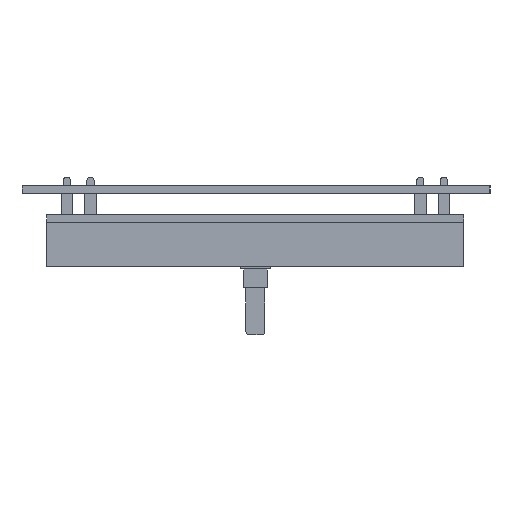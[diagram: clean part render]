
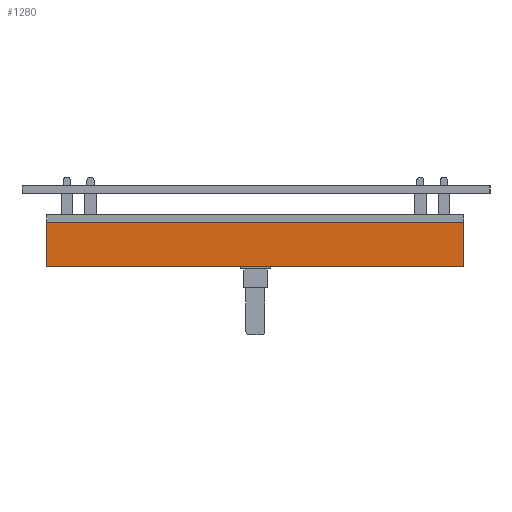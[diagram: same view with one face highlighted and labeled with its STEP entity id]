
A CAD part, left-side view. The second image highlights one B-rep face of the part: STEP entity #1280.
In plain terms, the highlighted face is planar.
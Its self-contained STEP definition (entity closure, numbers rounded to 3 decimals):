
#1254 = VERTEX_POINT('',#1255);
#1255 = CARTESIAN_POINT('',(44.25,6.5,0.));
#1261 = EDGE_CURVE('',#1262,#1254,#1264,.T.);
#1262 = VERTEX_POINT('',#1263);
#1263 = CARTESIAN_POINT('',(44.25,6.5,9.4));
#1264 = LINE('',#1265,#1266);
#1265 = CARTESIAN_POINT('',(44.25,6.5,9.4));
#1266 = VECTOR('',#1267,1.);
#1267 = DIRECTION('',(0.,0.,-1.));
#1280 = ADVANCED_FACE('',(#1281),#1306,.F.);
#1281 = FACE_BOUND('',#1282,.T.);
#1282 = EDGE_LOOP('',(#1283,#1291,#1299,#1305));
#1283 = ORIENTED_EDGE('',*,*,#1284,.T.);
#1284 = EDGE_CURVE('',#1254,#1285,#1287,.T.);
#1285 = VERTEX_POINT('',#1286);
#1286 = CARTESIAN_POINT('',(-44.25,6.5,0.));
#1287 = LINE('',#1288,#1289);
#1288 = CARTESIAN_POINT('',(0.,6.5,0.));
#1289 = VECTOR('',#1290,1.);
#1290 = DIRECTION('',(-1.,0.,0.));
#1291 = ORIENTED_EDGE('',*,*,#1292,.F.);
#1292 = EDGE_CURVE('',#1293,#1285,#1295,.T.);
#1293 = VERTEX_POINT('',#1294);
#1294 = CARTESIAN_POINT('',(-44.25,6.5,9.4));
#1295 = LINE('',#1296,#1297);
#1296 = CARTESIAN_POINT('',(-44.25,6.5,9.4));
#1297 = VECTOR('',#1298,1.);
#1298 = DIRECTION('',(0.,0.,-1.));
#1299 = ORIENTED_EDGE('',*,*,#1300,.F.);
#1300 = EDGE_CURVE('',#1262,#1293,#1301,.T.);
#1301 = LINE('',#1302,#1303);
#1302 = CARTESIAN_POINT('',(0.,6.5,9.4));
#1303 = VECTOR('',#1304,1.);
#1304 = DIRECTION('',(-1.,0.,0.));
#1305 = ORIENTED_EDGE('',*,*,#1261,.T.);
#1306 = PLANE('',#1307);
#1307 = AXIS2_PLACEMENT_3D('',#1308,#1309,#1310);
#1308 = CARTESIAN_POINT('',(0.,6.5,9.4));
#1309 = DIRECTION('',(0.,-1.,0.));
#1310 = DIRECTION('',(1.,0.,0.));
